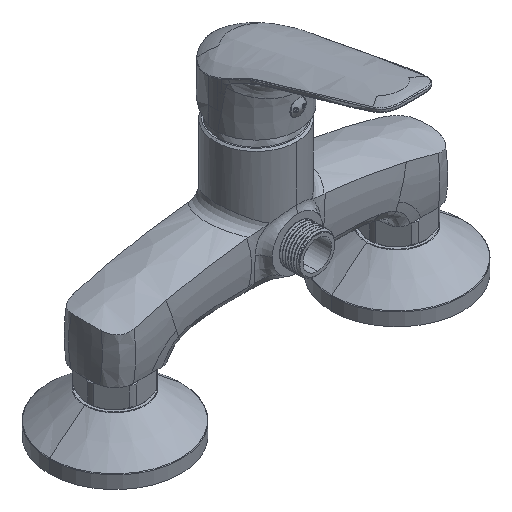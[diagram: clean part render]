
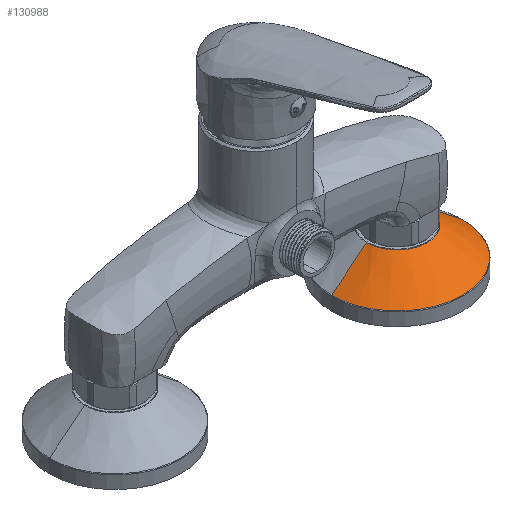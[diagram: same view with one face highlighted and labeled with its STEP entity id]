
A CAD part, isometric view. The second image highlights one B-rep face of the part: STEP entity #130988.
In plain terms, the highlighted conical face has half-angle 51.34 degrees and reference radius 34.812 mm.
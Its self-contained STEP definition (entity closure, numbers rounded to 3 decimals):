
#1586 = AXIS2_PLACEMENT_3D ( 'NONE', #212993, #108883, #4646 ) ;
#2462 = VERTEX_POINT ( 'NONE', #161880 ) ;
#4646 = DIRECTION ( 'NONE',  ( -1., 0., 0. ) ) ;
#8501 = ORIENTED_EDGE ( 'NONE', *, *, #178374, .T. ) ;
#16462 = CIRCLE ( 'NONE', #1586, 34.812 ) ;
#16583 = DIRECTION ( 'NONE',  ( -1., 0., 0. ) ) ;
#17748 = CIRCLE ( 'NONE', #49483, 16.137 ) ;
#18185 = DIRECTION ( 'NONE',  ( 0., 0., -1. ) ) ;
#24347 = CARTESIAN_POINT ( 'NONE',  ( 74.998, 0., 7.15 ) ) ;
#27834 = AXIS2_PLACEMENT_3D ( 'NONE', #149742, #45616, #167227 ) ;
#39659 = AXIS2_PLACEMENT_3D ( 'NONE', #122426, #18185, #139870 ) ;
#41644 = ORIENTED_EDGE ( 'NONE', *, *, #115577, .T. ) ;
#45558 = CARTESIAN_POINT ( 'NONE',  ( 91.135, -0.099, 22.09 ) ) ;
#45616 = DIRECTION ( 'NONE',  ( 0., 0., 1. ) ) ;
#46225 = ORIENTED_EDGE ( 'NONE', *, *, #112613, .T. ) ;
#49483 = AXIS2_PLACEMENT_3D ( 'NONE', #224912, #120826, #16583 ) ;
#80257 = CONICAL_SURFACE ( 'NONE', #207713, 34.812, 0.896 ) ;
#88450 = ORIENTED_EDGE ( 'NONE', *, *, #188691, .T. ) ;
#93144 = VERTEX_POINT ( 'NONE', #158616 ) ;
#94723 = ORIENTED_EDGE ( 'NONE', *, *, #118202, .T. ) ;
#108883 = DIRECTION ( 'NONE',  ( 0., 0., 1. ) ) ;
#112613 = EDGE_CURVE ( 'NONE', #180493, #176483, #17748, .T. ) ;
#115577 = EDGE_CURVE ( 'NONE', #2462, #210581, #156299, .T. ) ;
#118202 = EDGE_CURVE ( 'NONE', #93144, #197135, #224145, .T. ) ;
#120826 = DIRECTION ( 'NONE',  ( 0., 0., -1. ) ) ;
#122426 = CARTESIAN_POINT ( 'NONE',  ( 74.998, 0., 22.09 ) ) ;
#130988 = ADVANCED_FACE ( 'NONE', ( #188946 ), #80257, .T. ) ;
#134349 = CARTESIAN_POINT ( 'NONE',  ( 109.811, 0., 7.15 ) ) ;
#139870 = DIRECTION ( 'NONE',  ( -1., 0., 0. ) ) ;
#146006 = DIRECTION ( 'NONE',  ( -1., 0., 0. ) ) ;
#149742 = CARTESIAN_POINT ( 'NONE',  ( 74.998, 0., 7.15 ) ) ;
#152990 = CARTESIAN_POINT ( 'NONE',  ( 109.811, 0., 7.15 ) ) ;
#156299 = LINE ( 'NONE', #163349, #202644 ) ;
#158616 = CARTESIAN_POINT ( 'NONE',  ( 109.81, -0.155, 7.15 ) ) ;
#160632 = DIRECTION ( 'NONE',  ( -0.781, 0., -0.625 ) ) ;
#161880 = CARTESIAN_POINT ( 'NONE',  ( 58.861, 0., 22.09 ) ) ;
#162729 = DIRECTION ( 'NONE',  ( 0., 0., -1. ) ) ;
#163349 = CARTESIAN_POINT ( 'NONE',  ( 40.186, 0., 7.15 ) ) ;
#167227 = DIRECTION ( 'NONE',  ( -1., 0., 0. ) ) ;
#167991 = VECTOR ( 'NONE', #170472, 1000. ) ;
#170472 = DIRECTION ( 'NONE',  ( 0.781, 0., -0.625 ) ) ;
#174797 = CARTESIAN_POINT ( 'NONE',  ( 91.135, 0., 22.09 ) ) ;
#176483 = VERTEX_POINT ( 'NONE', #45558 ) ;
#178374 = EDGE_CURVE ( 'NONE', #176483, #2462, #180429, .T. ) ;
#180429 = CIRCLE ( 'NONE', #39659, 16.137 ) ;
#180493 = VERTEX_POINT ( 'NONE', #174797 ) ;
#180747 = CARTESIAN_POINT ( 'NONE',  ( 40.186, 0., 7.15 ) ) ;
#188691 = EDGE_CURVE ( 'NONE', #210581, #93144, #16462, .T. ) ;
#188946 = FACE_OUTER_BOUND ( 'NONE', #211941, .T. ) ;
#197135 = VERTEX_POINT ( 'NONE', #134349 ) ;
#202644 = VECTOR ( 'NONE', #160632, 1000. ) ;
#204725 = EDGE_CURVE ( 'NONE', #180493, #197135, #219698, .T. ) ;
#207713 = AXIS2_PLACEMENT_3D ( 'NONE', #24347, #162729, #146006 ) ;
#210581 = VERTEX_POINT ( 'NONE', #180747 ) ;
#211941 = EDGE_LOOP ( 'NONE', ( #225417, #46225, #8501, #41644, #88450, #94723 ) ) ;
#212993 = CARTESIAN_POINT ( 'NONE',  ( 74.998, 0., 7.15 ) ) ;
#219698 = LINE ( 'NONE', #152990, #167991 ) ;
#224145 = CIRCLE ( 'NONE', #27834, 34.812 ) ;
#224912 = CARTESIAN_POINT ( 'NONE',  ( 74.998, 0., 22.09 ) ) ;
#225417 = ORIENTED_EDGE ( 'NONE', *, *, #204725, .F. ) ;
